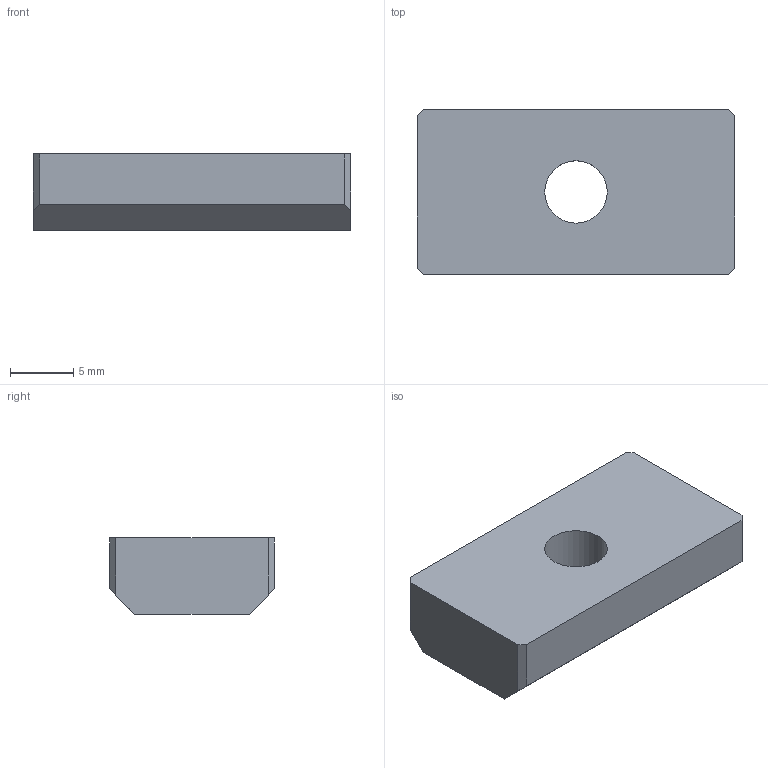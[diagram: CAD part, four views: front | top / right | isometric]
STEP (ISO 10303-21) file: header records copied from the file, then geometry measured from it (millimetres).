
FILE_DESCRIPTION(/* description */ ('Nakrętka M6 L=25mm'),/* implementation_level */ '2;1');
FILE_NAME(/* name */ '210625.stp',/* time_stamp */ '2023-01-20T07:34:06+01:00',/* author */ ('aluteckkpl_am'),/* organization */ (''),/* preprocessor_version */ 'ST-DEVELOPER v18.1',/* originating_system */ 'Autodesk Inventor 2021',/* authorisation */ '');
FILE_SCHEMA (('CONFIG_CONTROL_DESIGN'));
Length unit declared in the file: millimetre
Products named in the file (1): 210625
Bounding box: 25 x 13 x 6 mm (x, y, z)
Volume: 1734 mm3; surface area: 1088.4 mm2
Topology: 1 solids, 1 shells, 13 faces, 34 edges, 23 vertices
Faces by surface type: plane 12, cylinder 1
Full cylindrical faces by diameter (mm): 4.917 x1
Entity records: 444 total; most frequent: CARTESIAN_POINT 71, ORIENTED_EDGE 68, DIRECTION 65, EDGE_CURVE 34, LINE 31, VECTOR 31, VERTEX_POINT 23, AXIS2_PLACEMENT_3D 17
